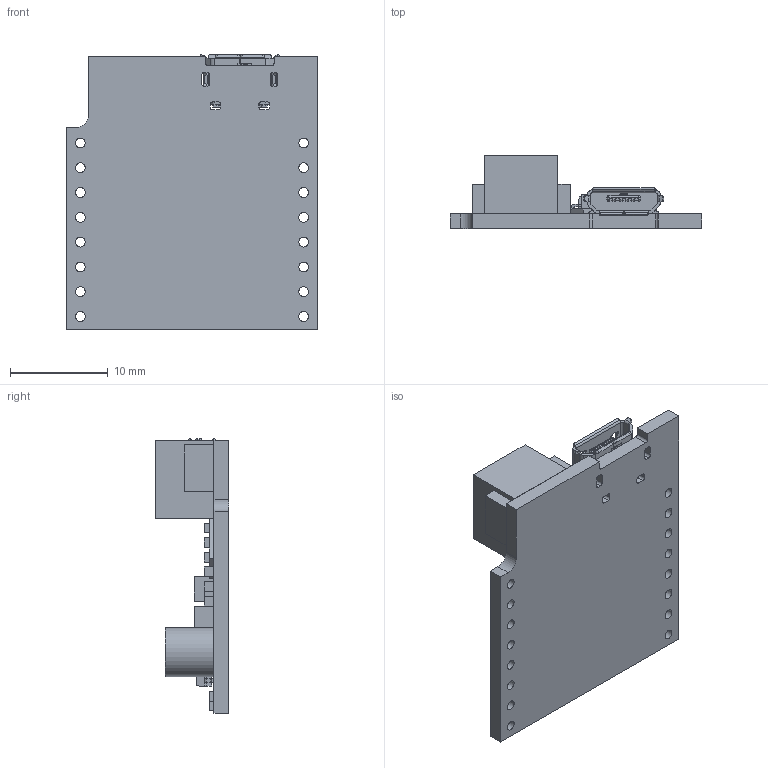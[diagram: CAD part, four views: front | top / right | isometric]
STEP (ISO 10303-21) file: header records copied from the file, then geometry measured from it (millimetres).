
FILE_DESCRIPTION(/* description */ (''),/* implementation_level */ '2;1');
FILE_NAME(/* name */ 'Wemos LiPo Shield.step',/* time_stamp */ '2019-09-01T22:00:03-04:00',/* author */ (''),/* organization */ (''),/* preprocessor_version */ 'ST-DEVELOPER v18',/* originating_system */ 'Autodesk Translation Framework v8.6.0.1094',/* authorisation */ '');
FILE_SCHEMA (('AUTOMOTIVE_DESIGN { 1 0 10303 214 3 1 1 }'));
Length unit declared in the file: millimetre
Products named in the file (1): Wemos LiPo Shield
Bounding box: 25.8 x 7.5 x 28.15 mm (x, y, z)
Volume: 1659.4 mm3; surface area: 2672.1 mm2
Topology: 20 solids, 20 shells, 727 faces, 2041 edges, 1328 vertices
Faces by surface type: plane 528, cylinder 195, sphere 4
Full cylindrical faces by diameter (mm): 0.45 x1, 1 x16, 5 x1
Entity records: 23552 total; most frequent: CARTESIAN_POINT 4120, ORIENTED_EDGE 4080, DIRECTION 3894, EDGE_CURVE 2040, LINE 1626, VECTOR 1626, VERTEX_POINT 1328, AXIS2_PLACEMENT_3D 1134
